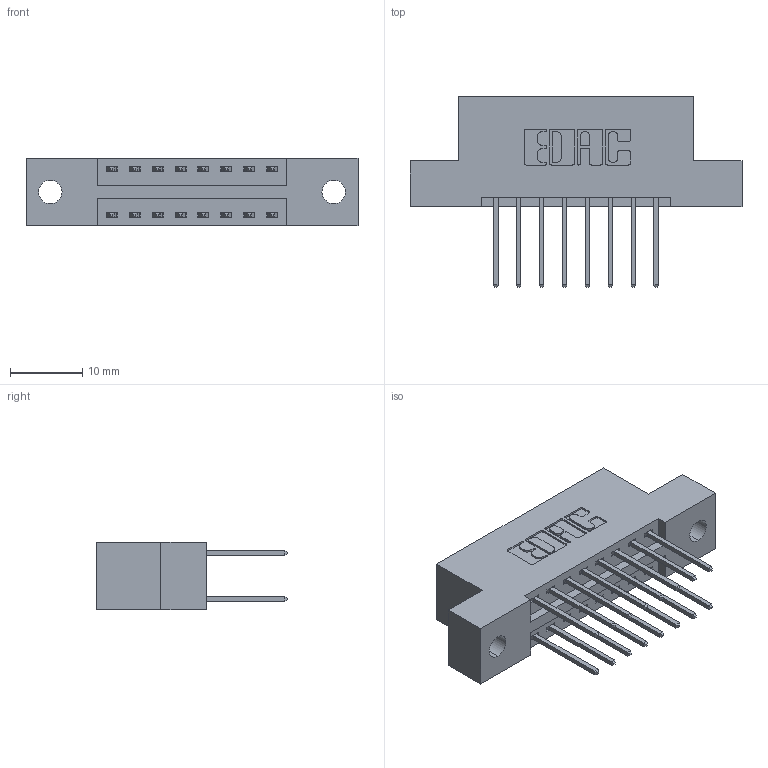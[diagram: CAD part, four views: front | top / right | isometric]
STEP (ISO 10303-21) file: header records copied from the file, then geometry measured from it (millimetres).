
FILE_DESCRIPTION (( 'STEP AP203' ), '1' );
FILE_NAME ('396-016-522-202.STEP', '2019-10-29T20:33:56', ( '' ), ( '' ), 'SwSTEP 2.0', 'SolidWorks 2016', '' );
FILE_SCHEMA (( 'CONFIG_CONTROL_DESIGN' ));
Length unit declared in the file: inch
Products named in the file (3): 346 Part_Flush Mounting Lugs - 0.128 Dia; 396-016-522-202; 345-292-001_345-293-122
Assembly tree (17 placements, depth 2):
  396-016-522-202
    346 Part_Flush Mounting Lugs - 0.128 Dia
    345-292-001_345-293-122  x16
Bounding box: 45.97 x 26.42 x 9.4 mm (x, y, z)
Volume: 4223.3 mm3; surface area: 5191.6 mm2
Topology: 17 solids, 17 shells, 954 faces, 2809 edges, 1850 vertices
Faces by surface type: plane 636, cylinder 318
Entity records: 9819 total; most frequent: CARTESIAN_POINT 1664, ORIENTED_EDGE 1598, DIRECTION 1519, EDGE_CURVE 799, LINE 635, VECTOR 635, VERTEX_POINT 530, AXIS2_PLACEMENT_3D 442
